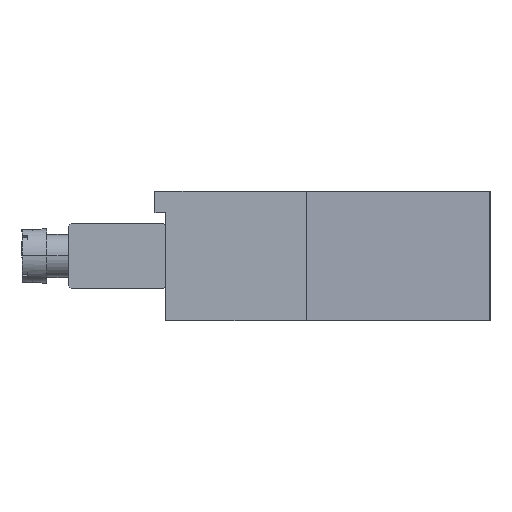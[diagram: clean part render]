
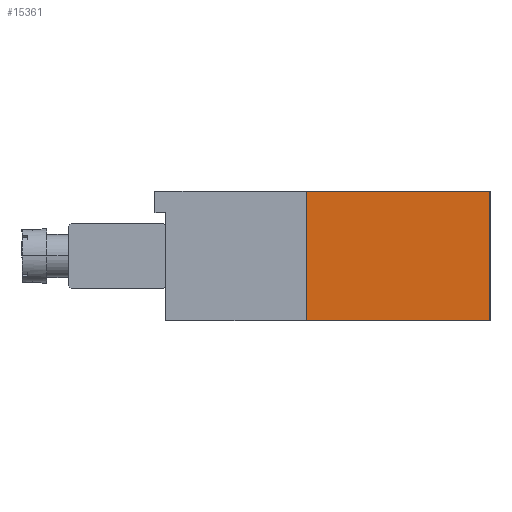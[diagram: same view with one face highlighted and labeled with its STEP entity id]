
A CAD part, left-side view. The second image highlights one B-rep face of the part: STEP entity #15361.
In plain terms, the highlighted planar face has unit normal (-0.62, -0.784, 0).
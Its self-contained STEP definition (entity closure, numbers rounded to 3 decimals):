
#252 = DIRECTION ( 'NONE',  ( 0., 0., 1. ) ) ;
#2353 = DIRECTION ( 'NONE',  ( 0.784, -0.62, 0. ) ) ;
#2377 = CARTESIAN_POINT ( 'NONE',  ( -21.5, -30., 0. ) ) ;
#2575 = CARTESIAN_POINT ( 'NONE',  ( -43., -13., -12. ) ) ;
#2704 = CARTESIAN_POINT ( 'NONE',  ( -43., -13., -12. ) ) ;
#3384 = VECTOR ( 'NONE', #16463, 1000. ) ;
#4748 = EDGE_CURVE ( 'NONE', #26702, #6154, #22457, .T. ) ;
#5397 = VECTOR ( 'NONE', #8076, 1000. ) ;
#5709 = CARTESIAN_POINT ( 'NONE',  ( -21.5, -30., -12. ) ) ;
#5757 = AXIS2_PLACEMENT_3D ( 'NONE', #8148, #24419, #10661 ) ;
#5791 = ORIENTED_EDGE ( 'NONE', *, *, #4748, .T. ) ;
#6154 = VERTEX_POINT ( 'NONE', #9563 ) ;
#7630 = CARTESIAN_POINT ( 'NONE',  ( -43., -13., 0. ) ) ;
#8040 = EDGE_CURVE ( 'NONE', #15227, #13403, #29730, .T. ) ;
#8076 = DIRECTION ( 'NONE',  ( 0., 0., 1. ) ) ;
#8148 = CARTESIAN_POINT ( 'NONE',  ( -21.5, -30., -12. ) ) ;
#9563 = CARTESIAN_POINT ( 'NONE',  ( -21.5, -30., -12. ) ) ;
#10088 = ORIENTED_EDGE ( 'NONE', *, *, #19613, .F. ) ;
#10661 = DIRECTION ( 'NONE',  ( 0.784, -0.62, 0. ) ) ;
#12823 = VECTOR ( 'NONE', #2353, 1000. ) ;
#13085 = PLANE ( 'NONE',  #5757 ) ;
#13403 = VERTEX_POINT ( 'NONE', #28147 ) ;
#13979 = EDGE_LOOP ( 'NONE', ( #14307, #10088, #5791, #17829 ) ) ;
#14307 = ORIENTED_EDGE ( 'NONE', *, *, #8040, .F. ) ;
#14764 = EDGE_CURVE ( 'NONE', #6154, #13403, #23516, .T. ) ;
#15227 = VERTEX_POINT ( 'NONE', #7630 ) ;
#15361 = ADVANCED_FACE ( 'NONE', ( #19743 ), #13085, .T. ) ;
#16259 = CARTESIAN_POINT ( 'NONE',  ( -21.5, -30., -12. ) ) ;
#16463 = DIRECTION ( 'NONE',  ( 0.784, -0.62, 0. ) ) ;
#17829 = ORIENTED_EDGE ( 'NONE', *, *, #14764, .T. ) ;
#18223 = LINE ( 'NONE', #2704, #28902 ) ;
#19613 = EDGE_CURVE ( 'NONE', #26702, #15227, #18223, .T. ) ;
#19743 = FACE_OUTER_BOUND ( 'NONE', #13979, .T. ) ;
#22457 = LINE ( 'NONE', #16259, #3384 ) ;
#23516 = LINE ( 'NONE', #5709, #5397 ) ;
#24419 = DIRECTION ( 'NONE',  ( -0.62, -0.784, 0. ) ) ;
#26702 = VERTEX_POINT ( 'NONE', #2575 ) ;
#28147 = CARTESIAN_POINT ( 'NONE',  ( -21.5, -30., 0. ) ) ;
#28902 = VECTOR ( 'NONE', #252, 1000. ) ;
#29730 = LINE ( 'NONE', #2377, #12823 ) ;
